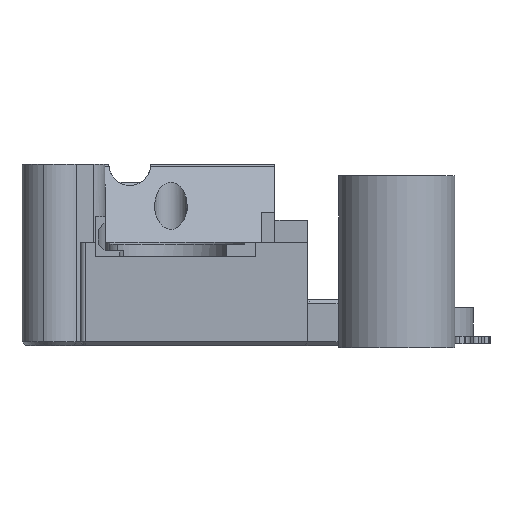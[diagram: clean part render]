
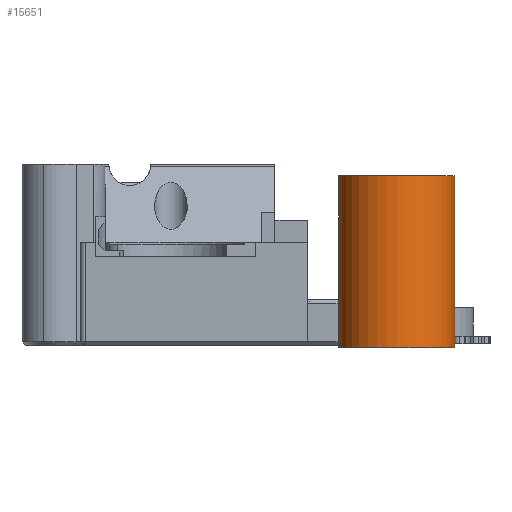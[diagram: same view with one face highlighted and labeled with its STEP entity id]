
A CAD part, front view. The second image highlights one B-rep face of the part: STEP entity #15651.
In plain terms, the highlighted cylindrical face has radius 6.1 mm (diameter 12.2 mm), a full revolution.
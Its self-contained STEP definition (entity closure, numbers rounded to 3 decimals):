
#772=CYLINDRICAL_SURFACE('',#16841,6.1);
#1095=FACE_OUTER_BOUND('',#2004,.T.);
#2004=EDGE_LOOP('',(#11261,#11262,#11263,#11264));
#3029=LINE('',#23044,#4489);
#4489=VECTOR('',#18925,6.1);
#5985=CIRCLE('',#16842,6.1);
#5986=CIRCLE('',#16843,6.1);
#6646=VERTEX_POINT('',#23041);
#6647=VERTEX_POINT('',#23043);
#8345=EDGE_CURVE('',#6646,#6646,#5985,.T.);
#8346=EDGE_CURVE('',#6646,#6647,#3029,.T.);
#8347=EDGE_CURVE('',#6647,#6647,#5986,.T.);
#11261=ORIENTED_EDGE('',*,*,#8345,.F.);
#11262=ORIENTED_EDGE('',*,*,#8346,.T.);
#11263=ORIENTED_EDGE('',*,*,#8347,.T.);
#11264=ORIENTED_EDGE('',*,*,#8346,.F.);
#15651=ADVANCED_FACE('',(#1095),#772,.T.);
#16841=AXIS2_PLACEMENT_3D('',#23040,#18921,#18922);
#16842=AXIS2_PLACEMENT_3D('',#23042,#18923,#18924);
#16843=AXIS2_PLACEMENT_3D('',#23045,#18926,#18927);
#18921=DIRECTION('center_axis',(0.,0.,
1.));
#18922=DIRECTION('ref_axis',(1.,0.,0.));
#18923=DIRECTION('center_axis',(0.,0.,
1.));
#18924=DIRECTION('ref_axis',(1.,0.,0.));
#18925=DIRECTION('',(0.,0.,-1.));
#18926=DIRECTION('center_axis',(0.,0.,
1.));
#18927=DIRECTION('ref_axis',(1.,0.,0.));
#23040=CARTESIAN_POINT('Origin',(27.972,-69.29,-5.2));
#23041=CARTESIAN_POINT('',(21.872,-69.29,12.8));
#23042=CARTESIAN_POINT('Origin',(27.972,-69.29,12.8));
#23043=CARTESIAN_POINT('',(21.872,-69.29,-5.2));
#23044=CARTESIAN_POINT('',(21.872,-69.29,-5.2));
#23045=CARTESIAN_POINT('Origin',(27.972,-69.29,-5.2));
